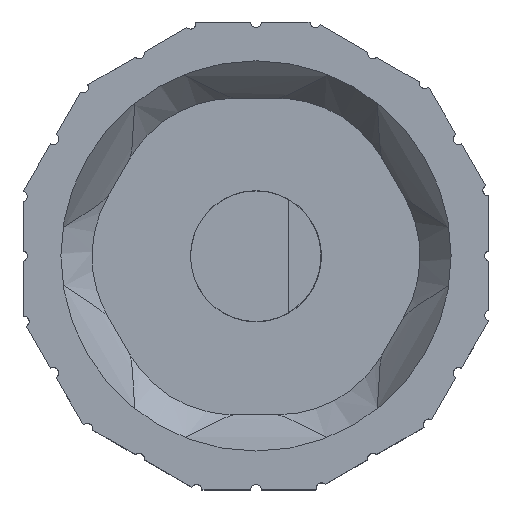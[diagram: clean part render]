
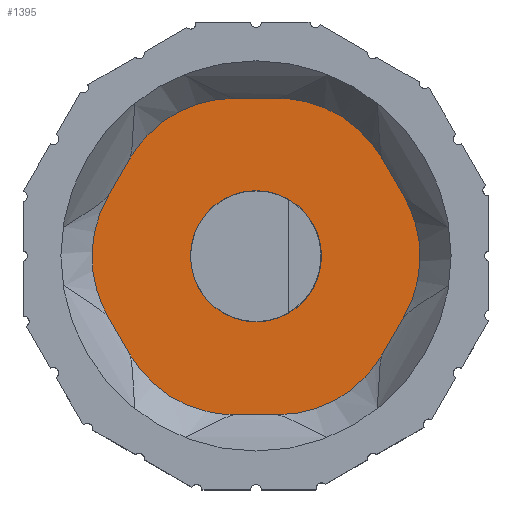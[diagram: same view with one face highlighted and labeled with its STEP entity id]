
A CAD part, top view. The second image highlights one B-rep face of the part: STEP entity #1395.
In plain terms, the highlighted planar face has unit normal (0, 0, -1).
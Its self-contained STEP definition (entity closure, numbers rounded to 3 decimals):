
#23=ELLIPSE('',#1466,9.002,7.);
#35=ELLIPSE('',#1524,9.002,7.);
#36=ELLIPSE('',#1527,9.002,7.);
#37=ELLIPSE('',#1532,9.002,7.);
#38=ELLIPSE('',#1534,9.002,7.);
#39=ELLIPSE('',#1536,9.002,7.);
#75=PLANE('',#1535);
#148=FACE_OUTER_BOUND('',#224,.T.);
#224=EDGE_LOOP('',(#1266,#1267,#1268,#1269,#1270,#1271,#1272,#1273,#1274,
#1275,#1276,#1277));
#341=LINE('',#2185,#449);
#353=LINE('',#2368,#461);
#363=LINE('',#2563,#471);
#377=LINE('',#2736,#485);
#389=LINE('',#2919,#497);
#399=LINE('',#3019,#507);
#449=VECTOR('',#1648,10.);
#461=VECTOR('',#1684,10.);
#471=VECTOR('',#1718,10.);
#485=VECTOR('',#1760,10.);
#497=VECTOR('',#1796,10.);
#507=VECTOR('',#1826,10.);
#589=VERTEX_POINT('',#2169);
#590=VERTEX_POINT('',#2184);
#602=VERTEX_POINT('',#2352);
#603=VERTEX_POINT('',#2367);
#606=VERTEX_POINT('',#2419);
#616=VERTEX_POINT('',#2548);
#628=VERTEX_POINT('',#2720);
#629=VERTEX_POINT('',#2735);
#641=VERTEX_POINT('',#2903);
#642=VERTEX_POINT('',#2918);
#647=VERTEX_POINT('',#3003);
#648=VERTEX_POINT('',#3018);
#733=EDGE_CURVE('',#589,#590,#341,.T.);
#756=EDGE_CURVE('',#602,#603,#353,.T.);
#768=EDGE_CURVE('',#606,#602,#23,.T.);
#779=EDGE_CURVE('',#616,#606,#363,.T.);
#803=EDGE_CURVE('',#628,#629,#377,.T.);
#826=EDGE_CURVE('',#641,#642,#389,.T.);
#842=EDGE_CURVE('',#647,#648,#399,.T.);
#863=EDGE_CURVE('',#642,#628,#35,.T.);
#864=EDGE_CURVE('',#590,#647,#36,.T.);
#865=EDGE_CURVE('',#603,#589,#37,.T.);
#866=EDGE_CURVE('',#648,#641,#38,.T.);
#867=EDGE_CURVE('',#629,#616,#39,.T.);
#1266=ORIENTED_EDGE('',*,*,#864,.F.);
#1267=ORIENTED_EDGE('',*,*,#733,.F.);
#1268=ORIENTED_EDGE('',*,*,#865,.F.);
#1269=ORIENTED_EDGE('',*,*,#756,.F.);
#1270=ORIENTED_EDGE('',*,*,#768,.F.);
#1271=ORIENTED_EDGE('',*,*,#779,.F.);
#1272=ORIENTED_EDGE('',*,*,#867,.F.);
#1273=ORIENTED_EDGE('',*,*,#803,.F.);
#1274=ORIENTED_EDGE('',*,*,#863,.F.);
#1275=ORIENTED_EDGE('',*,*,#826,.F.);
#1276=ORIENTED_EDGE('',*,*,#866,.F.);
#1277=ORIENTED_EDGE('',*,*,#842,.F.);
#1395=ADVANCED_FACE('',(#148),#75,.T.);
#1466=AXIS2_PLACEMENT_3D('',#2434,#1706,#1707);
#1524=AXIS2_PLACEMENT_3D('',#3131,#1873,#1874);
#1527=AXIS2_PLACEMENT_3D('',#3134,#1879,#1880);
#1532=AXIS2_PLACEMENT_3D('',#3139,#1889,#1890);
#1534=AXIS2_PLACEMENT_3D('',#3141,#1893,#1894);
#1535=AXIS2_PLACEMENT_3D('',#3142,#1895,#1896);
#1536=AXIS2_PLACEMENT_3D('',#3143,#1897,#1898);
#1648=DIRECTION('',(-0.5,0.866,0.));
#1684=DIRECTION('',(0.5,0.866,0.));
#1706=DIRECTION('center_axis',(0.,0.,1.));
#1707=DIRECTION('ref_axis',(0.5,-0.866,0.));
#1718=DIRECTION('',(1.,0.,0.));
#1760=DIRECTION('',(0.5,-0.866,0.));
#1796=DIRECTION('',(-0.5,-0.866,0.));
#1826=DIRECTION('',(-1.,0.,0.));
#1873=DIRECTION('center_axis',(0.,0.,1.));
#1874=DIRECTION('ref_axis',(-1.,0.,0.));
#1879=DIRECTION('center_axis',(0.,0.,1.));
#1880=DIRECTION('ref_axis',(0.5,0.866,0.));
#1889=DIRECTION('center_axis',(0.,0.,1.));
#1890=DIRECTION('ref_axis',(1.,0.,0.));
#1893=DIRECTION('center_axis',(0.,0.,1.));
#1894=DIRECTION('ref_axis',(-0.5,0.866,0.));
#1895=DIRECTION('center_axis',(0.,0.,-1.));
#1896=DIRECTION('ref_axis',(1.,0.,0.));
#1897=DIRECTION('center_axis',(0.,0.,1.));
#1898=DIRECTION('ref_axis',(-0.5,-0.866,0.));
#2169=CARTESIAN_POINT('',(19.324,78.139,-33.333));
#2184=CARTESIAN_POINT('',(18.405,79.73,-33.333));
#2185=CARTESIAN_POINT('',(17.302,81.641,-33.333));
#2352=CARTESIAN_POINT('',(18.405,70.813,-33.333));
#2367=CARTESIAN_POINT('',(19.324,72.405,-33.333));
#2368=CARTESIAN_POINT('',(20.427,74.315,-33.333));
#2419=CARTESIAN_POINT('',(13.439,67.946,-33.333));
#2434=CARTESIAN_POINT('Origin',(11.816,76.492,-33.333));
#2548=CARTESIAN_POINT('',(11.602,67.946,-33.333));
#2563=CARTESIAN_POINT('',(15.645,67.946,-33.333));
#2720=CARTESIAN_POINT('',(5.717,72.405,-33.333));
#2735=CARTESIAN_POINT('',(6.636,70.813,-33.333));
#2736=CARTESIAN_POINT('',(7.739,68.903,-33.333));
#2903=CARTESIAN_POINT('',(6.636,79.73,-33.333));
#2918=CARTESIAN_POINT('',(5.717,78.139,-33.333));
#2919=CARTESIAN_POINT('',(4.614,76.228,-33.333));
#3003=CARTESIAN_POINT('',(13.439,82.597,-33.333));
#3018=CARTESIAN_POINT('',(11.602,82.597,-33.333));
#3019=CARTESIAN_POINT('',(9.395,82.597,-33.333));
#3131=CARTESIAN_POINT('Origin',(13.929,75.272,-33.333));
#3134=CARTESIAN_POINT('Origin',(11.816,74.051,-33.333));
#3139=CARTESIAN_POINT('Origin',(11.111,75.272,-33.333));
#3141=CARTESIAN_POINT('Origin',(13.225,74.051,-33.333));
#3142=CARTESIAN_POINT('Origin',(12.52,75.272,-33.333));
#3143=CARTESIAN_POINT('Origin',(13.225,76.492,-33.333));
